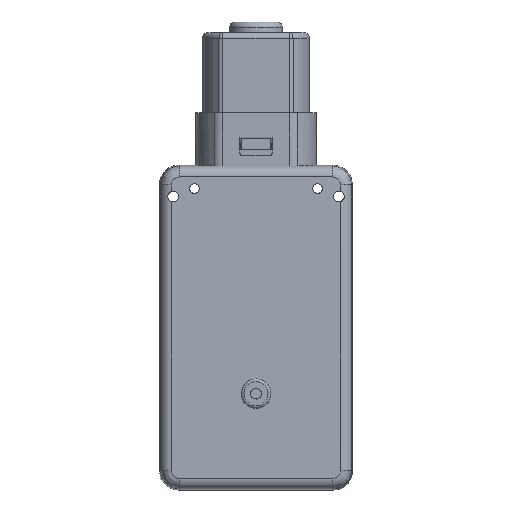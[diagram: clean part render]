
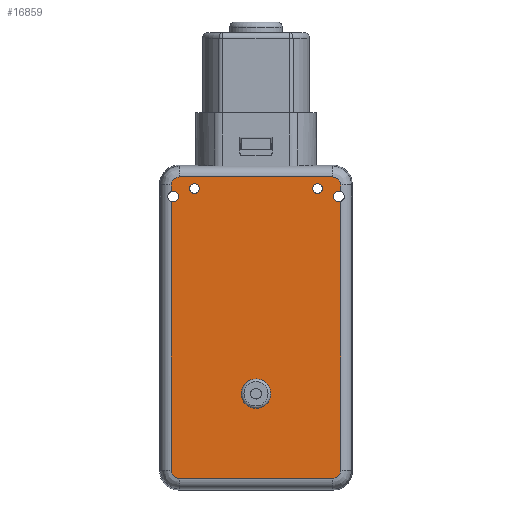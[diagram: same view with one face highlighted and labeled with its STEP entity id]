
A CAD part, front view. The second image highlights one B-rep face of the part: STEP entity #16859.
In plain terms, the highlighted planar face has unit normal (0, -1, 0).
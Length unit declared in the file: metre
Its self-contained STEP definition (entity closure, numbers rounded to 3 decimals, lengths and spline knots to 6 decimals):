
#450=ELLIPSE('',#18089,0.0015,0.0015);
#451=ELLIPSE('',#18090,0.0015,0.0015);
#452=ELLIPSE('',#18092,0.0015,0.0015);
#453=ELLIPSE('',#18093,0.0015,0.0015);
#592=LINE('',#26628,#1500);
#593=LINE('',#26632,#1501);
#594=LINE('',#26636,#1502);
#595=LINE('',#26640,#1503);
#596=LINE('',#26644,#1504);
#597=LINE('',#26648,#1505);
#1500=VECTOR('',#20767,1.);
#1501=VECTOR('',#20770,1.);
#1502=VECTOR('',#20773,1.);
#1503=VECTOR('',#20776,1.);
#1504=VECTOR('',#20779,1.);
#1505=VECTOR('',#20782,1.);
#3361=ORIENTED_EDGE('',*,*,#8623,.T.);
#3362=ORIENTED_EDGE('',*,*,#8624,.T.);
#3363=ORIENTED_EDGE('',*,*,#8625,.F.);
#3364=ORIENTED_EDGE('',*,*,#8626,.T.);
#3365=ORIENTED_EDGE('',*,*,#8627,.T.);
#3366=ORIENTED_EDGE('',*,*,#8628,.T.);
#3367=ORIENTED_EDGE('',*,*,#8629,.T.);
#3368=ORIENTED_EDGE('',*,*,#8630,.T.);
#3369=ORIENTED_EDGE('',*,*,#8631,.F.);
#3370=ORIENTED_EDGE('',*,*,#8632,.T.);
#3371=ORIENTED_EDGE('',*,*,#8633,.T.);
#3372=ORIENTED_EDGE('',*,*,#8634,.T.);
#3373=ORIENTED_EDGE('',*,*,#8635,.T.);
#3374=ORIENTED_EDGE('',*,*,#8636,.T.);
#3375=ORIENTED_EDGE('',*,*,#8637,.F.);
#8623=EDGE_CURVE('',#11276,#11276,#13043,.T.);
#8624=EDGE_CURVE('',#11277,#11277,#13044,.T.);
#8625=EDGE_CURVE('',#11278,#11279,#13045,.T.);
#8626=EDGE_CURVE('',#11278,#11280,#592,.T.);
#8627=EDGE_CURVE('',#11280,#11281,#450,.T.);
#8628=EDGE_CURVE('',#11281,#11282,#593,.F.);
#8629=EDGE_CURVE('',#11282,#11283,#451,.T.);
#8630=EDGE_CURVE('',#11283,#11284,#594,.T.);
#8631=EDGE_CURVE('',#11285,#11284,#13046,.T.);
#8632=EDGE_CURVE('',#11285,#11286,#595,.T.);
#8633=EDGE_CURVE('',#11286,#11287,#452,.T.);
#8634=EDGE_CURVE('',#11287,#11288,#596,.T.);
#8635=EDGE_CURVE('',#11288,#11289,#453,.T.);
#8636=EDGE_CURVE('',#11289,#11279,#597,.T.);
#8637=EDGE_CURVE('',#11290,#11290,#13047,.T.);
#11276=VERTEX_POINT('',#26622);
#11277=VERTEX_POINT('',#26624);
#11278=VERTEX_POINT('',#26626);
#11279=VERTEX_POINT('',#26627);
#11280=VERTEX_POINT('',#26629);
#11281=VERTEX_POINT('',#26631);
#11282=VERTEX_POINT('',#26633);
#11283=VERTEX_POINT('',#26635);
#11284=VERTEX_POINT('',#26637);
#11285=VERTEX_POINT('',#26639);
#11286=VERTEX_POINT('',#26641);
#11287=VERTEX_POINT('',#26643);
#11288=VERTEX_POINT('',#26645);
#11289=VERTEX_POINT('',#26647);
#11290=VERTEX_POINT('',#26650);
#13043=CIRCLE('',#18086,0.0009);
#13044=CIRCLE('',#18087,0.0009);
#13045=CIRCLE('',#18088,0.001);
#13046=CIRCLE('',#18091,0.001);
#13047=CIRCLE('',#18094,0.00275);
#14480=EDGE_LOOP('',(#3361));
#14481=EDGE_LOOP('',(#3362));
#14482=EDGE_LOOP('',(#3363,#3364,#3365,#3366,#3367,#3368,#3369,#3370,#3371,
#3372,#3373,#3374));
#14483=EDGE_LOOP('',(#3375));
#15618=FACE_BOUND('',#14480,.T.);
#15619=FACE_BOUND('',#14481,.T.);
#15620=FACE_BOUND('',#14482,.T.);
#15621=FACE_BOUND('',#14483,.T.);
#16710=PLANE('',#18085);
#16859=ADVANCED_FACE('',(#15618,#15619,#15620,#15621),#16710,.T.);
#18085=AXIS2_PLACEMENT_3D('',#26620,#20759,#20760);
#18086=AXIS2_PLACEMENT_3D('',#26621,#20761,#20762);
#18087=AXIS2_PLACEMENT_3D('',#26623,#20763,#20764);
#18088=AXIS2_PLACEMENT_3D('',#26625,#20765,#20766);
#18089=AXIS2_PLACEMENT_3D('',#26630,#20768,#20769);
#18090=AXIS2_PLACEMENT_3D('',#26634,#20771,#20772);
#18091=AXIS2_PLACEMENT_3D('',#26638,#20774,#20775);
#18092=AXIS2_PLACEMENT_3D('',#26642,#20777,#20778);
#18093=AXIS2_PLACEMENT_3D('',#26646,#20780,#20781);
#18094=AXIS2_PLACEMENT_3D('',#26649,#20783,#20784);
#20759=DIRECTION('',(0.,-1.,0.));
#20760=DIRECTION('',(0.,0.,-1.));
#20761=DIRECTION('',(0.,1.,0.));
#20762=DIRECTION('',(0.,0.,1.));
#20763=DIRECTION('',(0.,1.,0.));
#20764=DIRECTION('',(0.,0.,1.));
#20765=DIRECTION('',(0.,-1.,0.));
#20766=DIRECTION('',(0.,0.,-1.));
#20767=DIRECTION('',(0.,0.,1.));
#20768=DIRECTION('',(0.,-1.,0.));
#20769=DIRECTION('',(0.707,0.,0.707));
#20770=DIRECTION('',(1.,0.,0.));
#20771=DIRECTION('',(0.,-1.,0.));
#20772=DIRECTION('',(0.707,0.,-0.707));
#20773=DIRECTION('',(0.,0.,-1.));
#20774=DIRECTION('',(0.,-1.,0.));
#20775=DIRECTION('',(0.,0.,-1.));
#20776=DIRECTION('',(0.,0.,-1.));
#20777=DIRECTION('',(0.,-1.,0.));
#20778=DIRECTION('',(0.707,0.,0.707));
#20779=DIRECTION('',(1.,0.,0.));
#20780=DIRECTION('',(0.,-1.,0.));
#20781=DIRECTION('',(-0.707,0.,0.707));
#20782=DIRECTION('',(0.,0.,1.));
#20783=DIRECTION('',(0.,-1.,0.));
#20784=DIRECTION('',(0.,0.,-1.));
#26620=CARTESIAN_POINT('',(0.,-0.003,0.));
#26621=CARTESIAN_POINT('',(-0.0115,-0.003,0.01835));
#26622=CARTESIAN_POINT('',(-0.0115,-0.003,0.01925));
#26623=CARTESIAN_POINT('',(0.0115,-0.003,0.01835));
#26624=CARTESIAN_POINT('',(0.0115,-0.003,0.01925));
#26625=CARTESIAN_POINT('',(0.0155,-0.003,0.01685));
#26626=CARTESIAN_POINT('',(0.015811,-0.003,0.0178));
#26627=CARTESIAN_POINT('',(0.015811,-0.003,0.0159));
#26628=CARTESIAN_POINT('',(0.015811,-0.003,0.));
#26629=CARTESIAN_POINT('',(0.015811,-0.003,0.019012));
#26630=CARTESIAN_POINT('',(0.014311,-0.003,0.019011));
#26631=CARTESIAN_POINT('',(0.014312,-0.003,0.020511));
#26632=CARTESIAN_POINT('',(-0.014277,-0.003,0.020511));
#26633=CARTESIAN_POINT('',(-0.014312,-0.003,0.020511));
#26634=CARTESIAN_POINT('',(-0.014311,-0.003,0.019011));
#26635=CARTESIAN_POINT('',(-0.015811,-0.003,0.019012));
#26636=CARTESIAN_POINT('',(-0.015811,-0.003,0.));
#26637=CARTESIAN_POINT('',(-0.015811,-0.003,0.0178));
#26638=CARTESIAN_POINT('',(-0.0155,-0.003,0.01685));
#26639=CARTESIAN_POINT('',(-0.015811,-0.003,0.0159));
#26640=CARTESIAN_POINT('',(-0.015811,-0.003,0.));
#26641=CARTESIAN_POINT('',(-0.015811,-0.003,-0.034312));
#26642=CARTESIAN_POINT('',(-0.014311,-0.003,-0.034311));
#26643=CARTESIAN_POINT('',(-0.014312,-0.003,-0.035811));
#26644=CARTESIAN_POINT('',(0.,-0.003,-0.035811));
#26645=CARTESIAN_POINT('',(0.014312,-0.003,-0.035811));
#26646=CARTESIAN_POINT('',(0.014311,-0.003,-0.034311));
#26647=CARTESIAN_POINT('',(0.015811,-0.003,-0.034312));
#26648=CARTESIAN_POINT('',(0.015811,-0.003,0.));
#26649=CARTESIAN_POINT('',(0.,-0.003,-0.02));
#26650=CARTESIAN_POINT('',(0.,-0.003,-0.02275));
